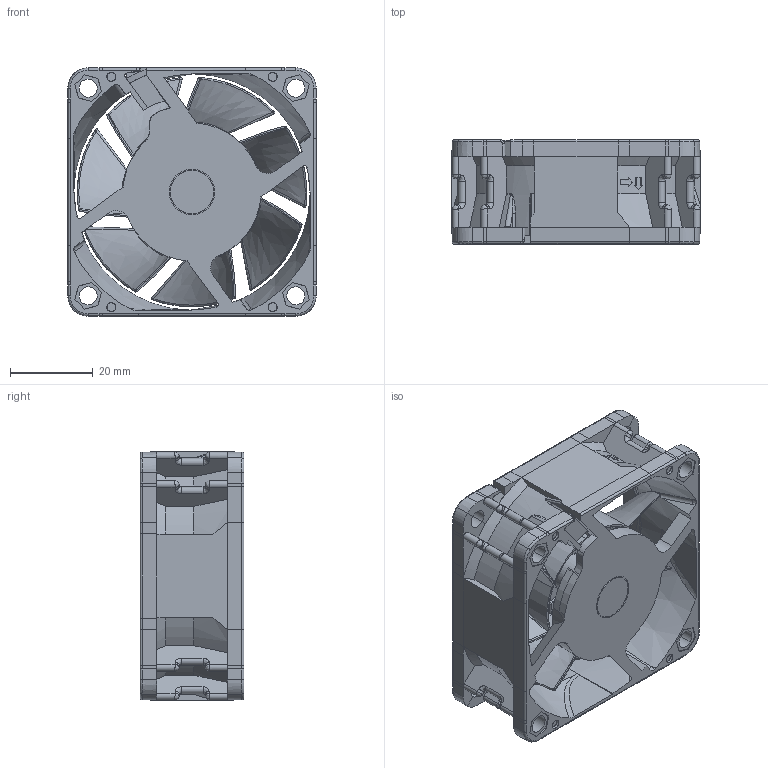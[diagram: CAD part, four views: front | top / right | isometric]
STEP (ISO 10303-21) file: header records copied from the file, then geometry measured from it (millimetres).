
FILE_DESCRIPTION((''),'2;1');
FILE_NAME('ASM0001_ASM','2022-03-05T11:25:33',('Administrator'),(''),'CREO PARAMETRIC BY PTC INC, 2021164','CREO PARAMETRIC BY PTC INC, 2021164','');
FILE_SCHEMA(('CONFIG_CONTROL_DESIGN'));
Products named in the file (3): 6025-2KUANG-1; 6025-2YE-1; ASM0001_ASM
Assembly tree (2 placements, depth 2):
  ASM0001_ASM
    6025-2KUANG-1
    6025-2YE-1
Bounding box: 60 x 25.1 x 60 mm (x, y, z)
Volume: 21779.8 mm3; surface area: 27309.5 mm2
Topology: 2 solids, 2 shells, 1079 faces, 3010 edges, 1945 vertices
Faces by surface type: cylinder 302, plane 285, bspline 265, cone 107, torus 64, extrusion 56
Entity records: 63600 total; most frequent: CARTESIAN_POINT 38818, ORIENTED_EDGE 5986, DIRECTION 4002, EDGE_CURVE 2993, VERTEX_POINT 1945, AXIS2_PLACEMENT_3D 1516, B_SPLINE_CURVE_WITH_KNOTS 1382, EDGE_LOOP 1130
